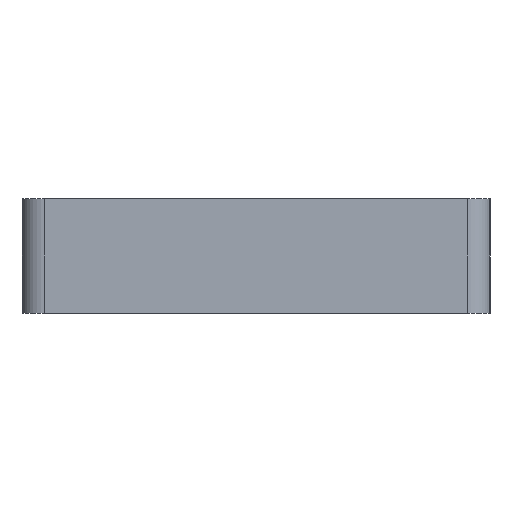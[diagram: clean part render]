
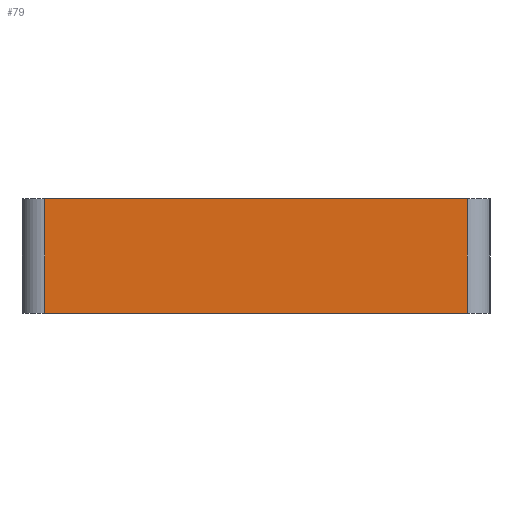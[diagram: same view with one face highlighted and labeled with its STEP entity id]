
A CAD part, left-side view. The second image highlights one B-rep face of the part: STEP entity #79.
In plain terms, the highlighted planar face has unit normal (-1, 0, 0).
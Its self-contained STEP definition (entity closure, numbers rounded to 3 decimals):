
#79=ADVANCED_FACE('',(#104),#105,.T.);
#104=FACE_OUTER_BOUND('',#144,.T.);
#105=PLANE('',#145);
#144=EDGE_LOOP('',(#204,#205,#206,#207));
#145=AXIS2_PLACEMENT_3D('',#208,#209,#210);
#204=ORIENTED_EDGE('',*,*,#357,.T.);
#205=ORIENTED_EDGE('',*,*,#358,.T.);
#206=ORIENTED_EDGE('',*,*,#359,.F.);
#207=ORIENTED_EDGE('',*,*,#360,.T.);
#208=CARTESIAN_POINT('',(-60.65,41.0,10.));
#209=DIRECTION('',(-1.0,0.0,0.));
#210=DIRECTION('',(0.0,1.0,0.0));
#357=EDGE_CURVE('',#417,#421,#423,.T.);
#358=EDGE_CURVE('',#421,#424,#425,.T.);
#359=EDGE_CURVE('',#426,#424,#427,.T.);
#360=EDGE_CURVE('',#426,#417,#428,.T.);
#417=VERTEX_POINT('',#515);
#421=VERTEX_POINT('',#520);
#423=LINE('',#522,#523);
#424=VERTEX_POINT('',#524);
#425=LINE('',#525,#526);
#426=VERTEX_POINT('',#527);
#427=LINE('',#528,#529);
#428=LINE('',#530,#531);
#515=CARTESIAN_POINT('',(-60.65,2.0,0.));
#520=CARTESIAN_POINT('',(-60.65,2.0,10.));
#522=CARTESIAN_POINT('',(-60.65,2.0,5.));
#523=VECTOR('',#637,1.0);
#524=CARTESIAN_POINT('',(-60.65,39.0,10.));
#525=CARTESIAN_POINT('',(-60.65,0.0,10.));
#526=VECTOR('',#638,1.0);
#527=CARTESIAN_POINT('',(-60.65,39.0,0.));
#528=CARTESIAN_POINT('',(-60.65,39.0,5.));
#529=VECTOR('',#639,1.0);
#530=CARTESIAN_POINT('',(-60.65,0.0,0.));
#531=VECTOR('',#640,1.0);
#637=DIRECTION('',(0.,0.0,1.0));
#638=DIRECTION('',(0.0,1.0,0.0));
#639=DIRECTION('',(0.,0.0,1.0));
#640=DIRECTION('',(0.0,-1.0,0.0));
